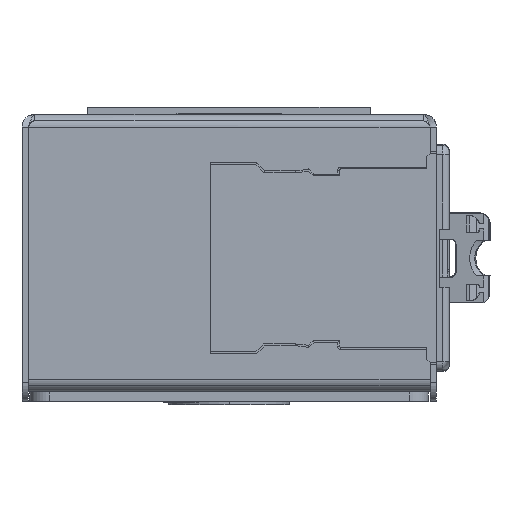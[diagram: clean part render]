
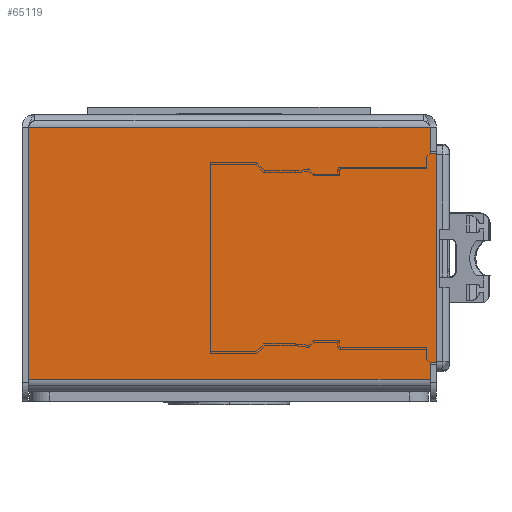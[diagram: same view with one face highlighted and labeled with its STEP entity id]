
A CAD part, left-side view. The second image highlights one B-rep face of the part: STEP entity #65119.
In plain terms, the highlighted planar face has unit normal (-1, 0, 0).
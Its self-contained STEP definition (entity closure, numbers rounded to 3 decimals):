
#445 = AXIS2_PLACEMENT_3D ( 'NONE', #123511, #104592, #53677 ) ;
#2801 = VECTOR ( 'NONE', #25618, 1000. ) ;
#4866 = DIRECTION ( 'NONE',  ( 0., 0., -1. ) ) ;
#5240 = ORIENTED_EDGE ( 'NONE', *, *, #53204, .F. ) ;
#6568 = VERTEX_POINT ( 'NONE', #61775 ) ;
#6694 = CARTESIAN_POINT ( 'NONE',  ( -220., 31.5, -19. ) ) ;
#6992 = FACE_OUTER_BOUND ( 'NONE', #7980, .T. ) ;
#7980 = EDGE_LOOP ( 'NONE', ( #115126, #101887, #8945, #5240, #108972, #42254, #80380, #63366 ) ) ;
#8241 = CARTESIAN_POINT ( 'NONE',  ( -220., -31.5, 20.5 ) ) ;
#8838 = VERTEX_POINT ( 'NONE', #76390 ) ;
#8945 = ORIENTED_EDGE ( 'NONE', *, *, #17953, .T. ) ;
#14546 = VERTEX_POINT ( 'NONE', #105264 ) ;
#15533 = VECTOR ( 'NONE', #120332, 1000. ) ;
#16166 = LINE ( 'NONE', #6694, #116933 ) ;
#17358 = DIRECTION ( 'NONE',  ( 0., -1., 0. ) ) ;
#17953 = EDGE_CURVE ( 'NONE', #122483, #25150, #16166, .T. ) ;
#25150 = VERTEX_POINT ( 'NONE', #73645 ) ;
#25169 = VECTOR ( 'NONE', #89416, 1000. ) ;
#25594 = CARTESIAN_POINT ( 'NONE',  ( -220., -31.5, 16.45 ) ) ;
#25618 = DIRECTION ( 'NONE',  ( 0., 0., -1. ) ) ;
#29167 = VECTOR ( 'NONE', #17358, 1000. ) ;
#37882 = EDGE_CURVE ( 'NONE', #6568, #91962, #88758, .T. ) ;
#42254 = ORIENTED_EDGE ( 'NONE', *, *, #49272, .F. ) ;
#42420 = VERTEX_POINT ( 'NONE', #93621 ) ;
#42949 = CARTESIAN_POINT ( 'NONE',  ( -220., 31.5, -19. ) ) ;
#43510 = CARTESIAN_POINT ( 'NONE',  ( -220., -32.5, -16.45 ) ) ;
#45149 = DIRECTION ( 'NONE',  ( 0., -1., 0. ) ) ;
#48143 = EDGE_CURVE ( 'NONE', #124347, #122483, #111267, .T. ) ;
#49272 = EDGE_CURVE ( 'NONE', #14546, #42420, #69918, .T. ) ;
#50386 = DIRECTION ( 'NONE',  ( 0., 0., -1. ) ) ;
#53204 = EDGE_CURVE ( 'NONE', #8838, #25150, #120785, .T. ) ;
#53677 = DIRECTION ( 'NONE',  ( 0., 0., 1. ) ) ;
#53955 = EDGE_CURVE ( 'NONE', #42420, #8838, #71807, .T. ) ;
#60345 = VECTOR ( 'NONE', #50386, 1000. ) ;
#61524 = CARTESIAN_POINT ( 'NONE',  ( -220., 31.5, 20.5 ) ) ;
#61775 = CARTESIAN_POINT ( 'NONE',  ( -220., -31.5, 20.5 ) ) ;
#63366 = ORIENTED_EDGE ( 'NONE', *, *, #37882, .F. ) ;
#65119 = ADVANCED_FACE ( 'NONE', ( #6992 ), #85066, .T. ) ;
#69918 = LINE ( 'NONE', #78736, #25169 ) ;
#71807 = LINE ( 'NONE', #43510, #15533 ) ;
#73645 = CARTESIAN_POINT ( 'NONE',  ( -220., -31.5, -19. ) ) ;
#74988 = DIRECTION ( 'NONE',  ( 0., 1., 0. ) ) ;
#76390 = CARTESIAN_POINT ( 'NONE',  ( -220., -31.5, -16.45 ) ) ;
#76998 = CARTESIAN_POINT ( 'NONE',  ( -220., -31.5, 20.5 ) ) ;
#77635 = LINE ( 'NONE', #84739, #29167 ) ;
#78736 = CARTESIAN_POINT ( 'NONE',  ( -220., -32.5, 16.45 ) ) ;
#80380 = ORIENTED_EDGE ( 'NONE', *, *, #122311, .F. ) ;
#82895 = EDGE_CURVE ( 'NONE', #6568, #124347, #105208, .T. ) ;
#84739 = CARTESIAN_POINT ( 'NONE',  ( -220., -31.5, 16.45 ) ) ;
#85066 = PLANE ( 'NONE',  #445 ) ;
#88758 = LINE ( 'NONE', #76998, #60345 ) ;
#89416 = DIRECTION ( 'NONE',  ( 0., 0., -1. ) ) ;
#91962 = VERTEX_POINT ( 'NONE', #25594 ) ;
#93621 = CARTESIAN_POINT ( 'NONE',  ( -220., -32.5, -16.45 ) ) ;
#94767 = VECTOR ( 'NONE', #74988, 1000. ) ;
#100611 = CARTESIAN_POINT ( 'NONE',  ( -220., -31.5, -16.45 ) ) ;
#101795 = CARTESIAN_POINT ( 'NONE',  ( -220., 31.5, 20.5 ) ) ;
#101887 = ORIENTED_EDGE ( 'NONE', *, *, #48143, .T. ) ;
#104592 = DIRECTION ( 'NONE',  ( -1., 0., 0. ) ) ;
#105208 = LINE ( 'NONE', #8241, #94767 ) ;
#105264 = CARTESIAN_POINT ( 'NONE',  ( -220., -32.5, 16.45 ) ) ;
#108972 = ORIENTED_EDGE ( 'NONE', *, *, #53955, .F. ) ;
#111267 = LINE ( 'NONE', #61524, #2801 ) ;
#115126 = ORIENTED_EDGE ( 'NONE', *, *, #82895, .T. ) ;
#116933 = VECTOR ( 'NONE', #45149, 1000. ) ;
#118005 = VECTOR ( 'NONE', #4866, 1000. ) ;
#120332 = DIRECTION ( 'NONE',  ( 0., 1., 0. ) ) ;
#120785 = LINE ( 'NONE', #100611, #118005 ) ;
#122311 = EDGE_CURVE ( 'NONE', #91962, #14546, #77635, .T. ) ;
#122483 = VERTEX_POINT ( 'NONE', #42949 ) ;
#123511 = CARTESIAN_POINT ( 'NONE',  ( -220., 32.5, -22.5 ) ) ;
#124347 = VERTEX_POINT ( 'NONE', #101795 ) ;
